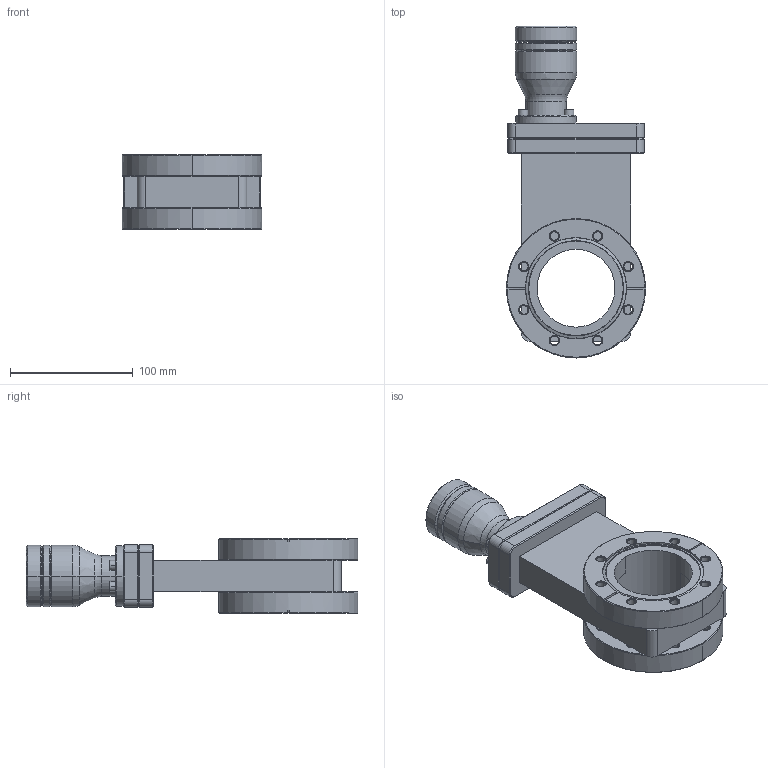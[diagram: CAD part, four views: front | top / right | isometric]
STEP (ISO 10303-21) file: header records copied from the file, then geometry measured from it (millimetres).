
FILE_DESCRIPTION((''),'2;1');
FILE_NAME('11120-0250','2009-02-16T',('jd'),(''),'PRO/ENGINEER BY PARAMETRIC TECHNOLOGY CORPORATION, 2008400','PRO/ENGINEER BY PARAMETRIC TECHNOLOGY CORPORATION, 2008400','');
FILE_SCHEMA(('CONFIG_CONTROL_DESIGN'));
Length unit declared in the file: inch
Products named in the file (1): 11120-0250
Bounding box: 113.54 x 270.48 x 61.09 mm (x, y, z)
Volume: 764922 mm3; surface area: 114674.1 mm2
Topology: 1 solids, 19 shells, 523 faces, 1244 edges, 776 vertices
Faces by surface type: plane 241, cylinder 160, cone 106, torus 14, bspline 2
Entity records: 15211 total; most frequent: DIRECTION 2822, CARTESIAN_POINT 2638, ORIENTED_EDGE 2424, EDGE_CURVE 1244, AXIS2_PLACEMENT_3D 1072, VERTEX_POINT 776, VECTOR 678, LINE 678
